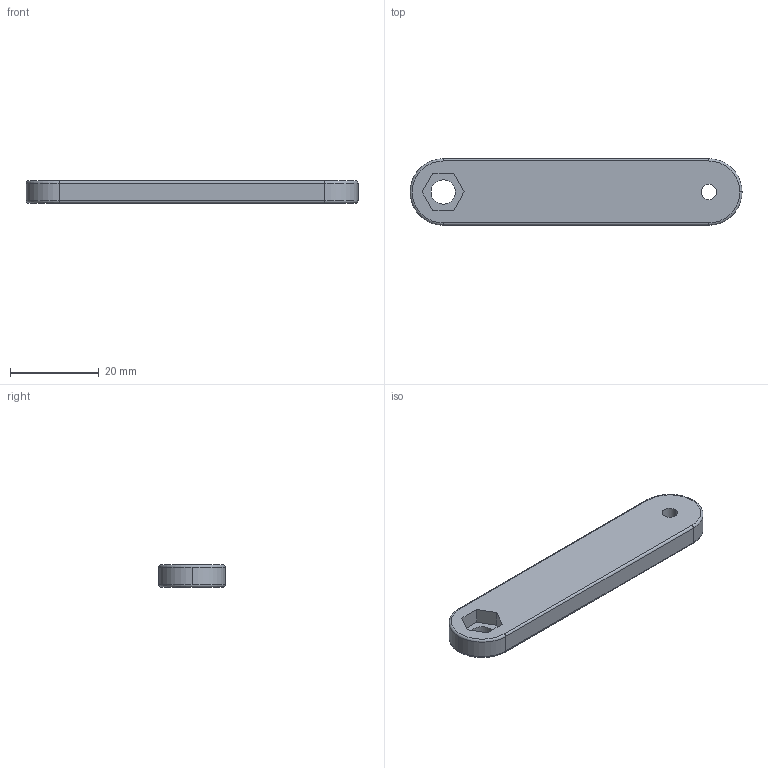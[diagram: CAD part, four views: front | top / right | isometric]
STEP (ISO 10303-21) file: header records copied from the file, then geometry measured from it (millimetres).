
FILE_DESCRIPTION (( 'STEP AP214' ), '1' );
FILE_NAME ('carregador_manivela_corpo.STEP', '2022-09-28T15:13:25', ( '' ), ( '' ), 'SwSTEP 2.0', 'SolidWorks 2020', '' );
FILE_SCHEMA (( 'AUTOMOTIVE_DESIGN' ));
Length unit declared in the file: millimetre
Products named in the file (1): carregador_manivela_corpo
Bounding box: 75 x 15 x 5 mm (x, y, z)
Volume: 4991.5 mm3; surface area: 3061.1 mm2
Topology: 1 solids, 1 shells, 31 faces, 73 edges, 46 vertices
Faces by surface type: cylinder 13, plane 12, torus 6
Entity records: 941 total; most frequent: DIRECTION 173, CARTESIAN_POINT 151, ORIENTED_EDGE 146, EDGE_CURVE 73, AXIS2_PLACEMENT_3D 68, VERTEX_POINT 46, VECTOR 37, EDGE_LOOP 37
